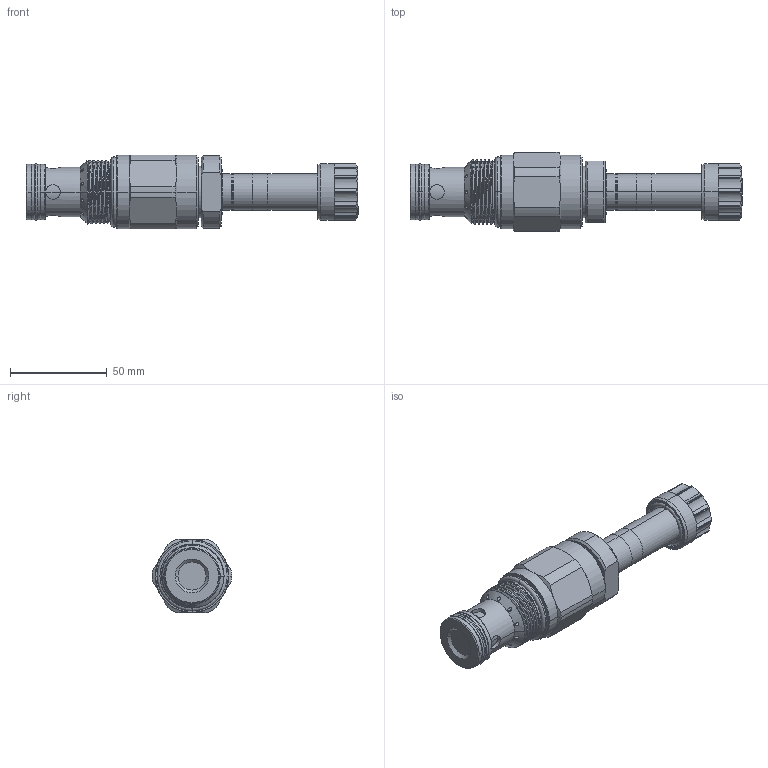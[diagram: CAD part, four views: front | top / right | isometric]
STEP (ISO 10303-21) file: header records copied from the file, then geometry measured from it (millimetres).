
FILE_DESCRIPTION (( 'STEP AP203' ), '1' );
FILE_NAME ('PEV16W2D09N2400.STEP', '2022-11-18T01:42:42', ( '' ), ( '' ), 'SwSTEP 2.0', 'SolidWorks 2018', '' );
FILE_SCHEMA (( 'CONFIG_CONTROL_DESIGN' ));
Length unit declared in the file: millimetre
Products named in the file (1): PEV16W2D09N2400
Bounding box: 171.79 x 41.1 x 38 mm (x, y, z)
Volume: 122848.2 mm3; surface area: 29002.8 mm2
Topology: 9 solids, 9 shells, 459 faces, 1137 edges, 731 vertices
Faces by surface type: cylinder 210, plane 128, cone 73, torus 26, bspline 22
Entity records: 21923 total; most frequent: CARTESIAN_POINT 11285, ORIENTED_EDGE 2274, DIRECTION 2119, EDGE_CURVE 1137, AXIS2_PLACEMENT_3D 832, VERTEX_POINT 731, EDGE_LOOP 510, ADVANCED_FACE 459
